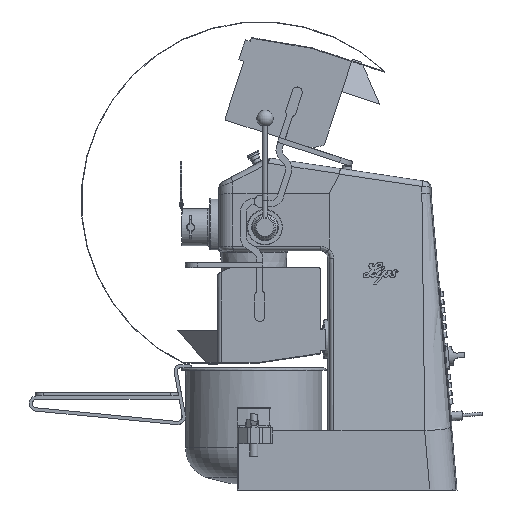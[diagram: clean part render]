
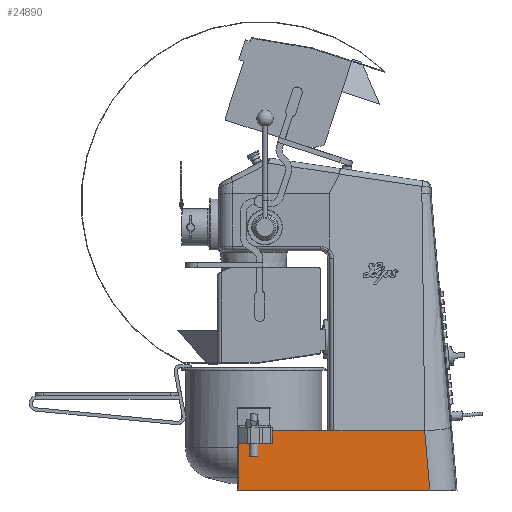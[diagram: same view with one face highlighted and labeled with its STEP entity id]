
A CAD part, front view. The second image highlights one B-rep face of the part: STEP entity #24890.
In plain terms, the highlighted planar face has unit normal (0.028, -1, 0).
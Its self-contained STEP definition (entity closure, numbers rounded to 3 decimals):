
#82=(
BOUNDED_CURVE()
B_SPLINE_CURVE(3,(#46082,#46083,#46084,#46085,#46086,#46087,#46088,#46089,
#46090,#46091),.UNSPECIFIED.,.F.,.F.)
B_SPLINE_CURVE_WITH_KNOTS((4,3,3,4),(-0.452,-0.151,
-0.001,0.301),.PIECEWISE_BEZIER_KNOTS.)
CURVE()
GEOMETRIC_REPRESENTATION_ITEM()
RATIONAL_B_SPLINE_CURVE((1.,1.,1.,1.,1.,1.,1.,1.,1.,1.))
REPRESENTATION_ITEM('')
);
#724=PLANE('',#35985);
#1920=LINE('',#45846,#4686);
#1974=LINE('',#46069,#4740);
#1975=LINE('',#46077,#4741);
#1976=LINE('',#46079,#4742);
#1977=LINE('',#46080,#4743);
#1978=LINE('',#46093,#4744);
#4686=VECTOR('',#38458,1000.);
#4740=VECTOR('',#38572,1000.);
#4741=VECTOR('',#38585,1000.);
#4742=VECTOR('',#38586,1000.);
#4743=VECTOR('',#38587,1000.);
#4744=VECTOR('',#38588,1000.);
#7841=ORIENTED_EDGE('',*,*,#15330,.F.);
#7842=ORIENTED_EDGE('',*,*,#15331,.T.);
#7843=ORIENTED_EDGE('',*,*,#15248,.T.);
#7844=ORIENTED_EDGE('',*,*,#15332,.F.);
#7845=ORIENTED_EDGE('',*,*,#15333,.T.);
#7846=ORIENTED_EDGE('',*,*,#15334,.T.);
#7847=ORIENTED_EDGE('',*,*,#15325,.T.);
#15248=EDGE_CURVE('',#18971,#18972,#1920,.T.);
#15325=EDGE_CURVE('',#19040,#19039,#1974,.T.);
#15330=EDGE_CURVE('',#19041,#19039,#1975,.T.);
#15331=EDGE_CURVE('',#19041,#18971,#1976,.T.);
#15332=EDGE_CURVE('',#19042,#18972,#1977,.T.);
#15333=EDGE_CURVE('',#19042,#19043,#82,.F.);
#15334=EDGE_CURVE('',#19043,#19040,#1978,.T.);
#18971=VERTEX_POINT('',#45847);
#18972=VERTEX_POINT('',#45848);
#19039=VERTEX_POINT('',#46068);
#19040=VERTEX_POINT('',#46070);
#19041=VERTEX_POINT('',#46078);
#19042=VERTEX_POINT('',#46081);
#19043=VERTEX_POINT('',#46092);
#21656=EDGE_LOOP('',(#7841,#7842,#7843,#7844,#7845,#7846,#7847));
#23140=FACE_BOUND('',#21656,.T.);
#24890=ADVANCED_FACE('',(#23140),#724,.T.);
#35985=AXIS2_PLACEMENT_3D('',#46076,#38583,#38584);
#38458=DIRECTION('',(0.,0.,-1.));
#38572=DIRECTION('',(-1.,-0.028,0.));
#38583=DIRECTION('',(0.028,-1.,0.));
#38584=DIRECTION('',(1.,0.028,0.));
#38585=DIRECTION('',(0.,0.,1.));
#38586=DIRECTION('',(-1.,-0.028,0.));
#38587=DIRECTION('',(-1.,-0.028,0.));
#38588=DIRECTION('',(-1.,-0.028,0.));
#45846=CARTESIAN_POINT('',(-37.944,-197.442,149.366));
#45847=CARTESIAN_POINT('',(-37.944,-197.442,118.33));
#45848=CARTESIAN_POINT('',(-37.944,-197.442,5.));
#46068=CARTESIAN_POINT('',(44.972,-195.104,149.366));
#46069=CARTESIAN_POINT('',(-37.944,-197.442,149.366));
#46070=CARTESIAN_POINT('',(195.821,-190.851,149.366));
#46076=CARTESIAN_POINT('',(-37.944,-197.442,149.366));
#46077=CARTESIAN_POINT('',(44.972,-195.104,118.33));
#46078=CARTESIAN_POINT('',(44.972,-195.104,118.33));
#46079=CARTESIAN_POINT('',(-37.944,-197.442,118.33));
#46080=CARTESIAN_POINT('',(-37.944,-197.442,5.));
#46081=CARTESIAN_POINT('',(429.788,-184.255,5.));
#46082=CARTESIAN_POINT('',(390.864,-185.352,449.427));
#46083=CARTESIAN_POINT('',(399.624,-185.105,349.407));
#46084=CARTESIAN_POINT('',(408.384,-184.858,249.386));
#46085=CARTESIAN_POINT('',(417.144,-184.611,149.366));
#46086=CARTESIAN_POINT('',(421.524,-184.488,99.355));
#46087=CARTESIAN_POINT('',(425.904,-184.364,49.345));
#46088=CARTESIAN_POINT('',(430.284,-184.241,-0.665));
#46089=CARTESIAN_POINT('',(439.045,-183.994,-100.686));
#46090=CARTESIAN_POINT('',(447.805,-183.747,-200.706));
#46091=CARTESIAN_POINT('',(456.565,-183.5,-300.727));
#46092=CARTESIAN_POINT('',(417.144,-184.611,149.366));
#46093=CARTESIAN_POINT('',(-37.944,-197.442,149.366));
